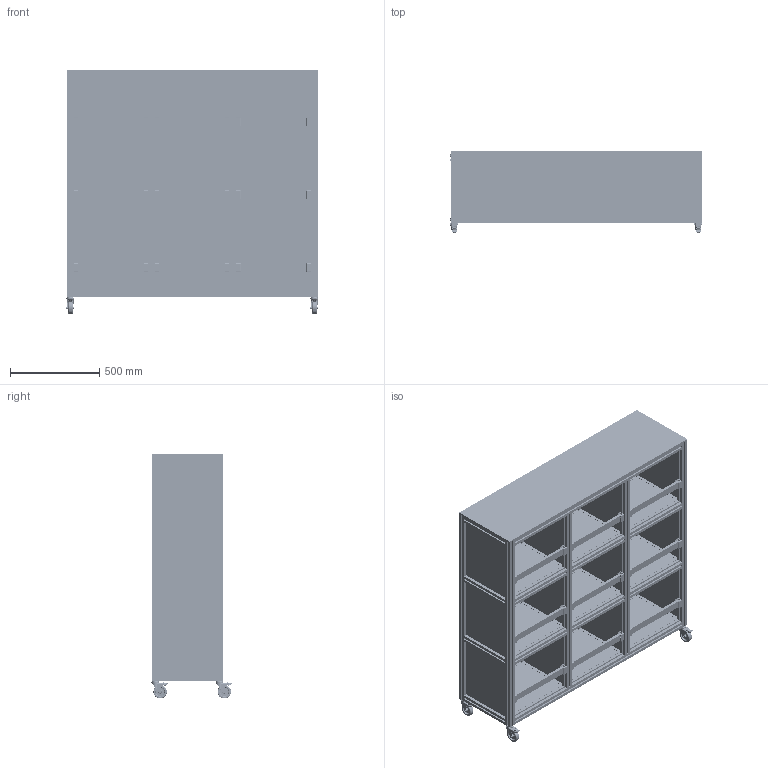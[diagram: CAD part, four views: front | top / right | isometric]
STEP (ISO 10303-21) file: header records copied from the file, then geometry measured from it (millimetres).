
FILE_DESCRIPTION(('STEP AP214'),'1');
FILE_NAME('ERGO08E6529.stp','2025-12-10T13:48:18',(' '),(' '),'Spatial InterOp 3D',' ',' ');
FILE_SCHEMA(('AUTOMOTIVE_DESIGN { 1 0 10303 214 1 1 1 1 }'));
Length unit declared in the file: millimetre
Products named in the file (67): Fixation centrale standard 8 40 bidirectionnelle; Écrou; Languette; Cache; Douille; Vis; Meuble étagère; Fixation universelle 8 40 Zn; Écrou 8 St M8; Vis BHC - M8x30; Noix Universelle 8 D20; Profilé 8 40x40 léger; Fixation hors standard 8-40; Vis BHC - M8x18; Rondelle M 8; PanneauCompletEnRainure; Profil U; Stratifié compact 4mm, blanc; PanneauCompletEnApplique; Stratifié compact 10mm, blanc; Kit de fixation; Vis FHC - M6x20; Écrou 8 St M6; Embout 8 40x16 gris; Profilé 8 40x16; Roulette pivotante D75, à blocage; corps; ecrou; axe; roue pour roulette; Kit roulette pivotante D75 à blocage - vis seule; Vis FHC - M8x25; ERGO08E6529
Assembly tree (253 placements, depth 5):
  (unnamed)
  ERGO08E6529
    Meuble étagère
      Fixation centrale standard 8 40 bidirectionnelle  x12
        Écrou
        Languette
        Cache
        Douille
        Vis
      Fixation universelle 8 40 Zn  x12
        Écrou 8 St M8
        Vis BHC - M8x30
        Noix Universelle 8 D20
      Profilé 8 40x40 léger  x2
      Profilé 8 40x40 léger  x6
      Profilé 8 40x40 léger  x6
      Fixation hors standard 8-40  x50
        Vis BHC - M8x18
        Rondelle M 8
      Profilé 8 40x40 léger  x6
      PanneauCompletEnRainure  x6
        Profil U
        Profil U
        Stratifié compact 4mm, blanc
      Profilé 8 40x40 léger  x2
      Profilé 8 40x40 léger  x2
      PanneauCompletEnRainure  x9
        Profil U
        Profil U
        Stratifié compact 4mm, blanc
      PanneauCompletEnApplique  x9
        Stratifié compact 10mm, blanc
      Kit de fixation  x18
        Vis FHC - M6x20
        Écrou 8 St M6
      Embout 8 40x16 gris  x18
      Profilé 8 40x16  x9
      Profilé 8 40x40 léger  x3
      PanneauCompletEnRainure  x3
        Profil U
        Profil U
        Stratifié compact 4mm, blanc
      Profilé 8 40x40 léger  x3
      PanneauCompletEnRainure  x3
        Profil U
        Profil U
        Stratifié compact 4mm, blanc
      Kit roulette pivotante D75 à blocage - vis seule
        Roulette pivotante D75, à blocage
          corps
          ecrou
          axe
          roue pour roulette
        Vis FHC - M8x25
      Kit roulette pivotante D75 à blocage - vis seule
        Roulette pivotante D75, à blocage
          corps
          ecrou
          axe
          roue pour roulette
Bounding box: 1415.62 x 455.19 x 1374.77 mm (x, y, z)
Volume: 62879436.9 mm3; surface area: 20223434.7 mm2
Topology: 448 solids, 474 shells, 15186 faces, 39628 edges, 25458 vertices
Faces by surface type: plane 8848, cylinder 3434, extrusion 1116, cone 698, torus 392, bspline 324, sphere 278, revolution 96
Full cylindrical faces by diameter (mm): 3 x12, 4 x30, 4.98 x18, 5 x34, 5.5 x12, 6 x52, 6.5 x18, 6.7 x12, 6.78 x68, 6.8 x116, 7 x80, 7.9 x12, 8 x156, 8.1 x4, 8.2 x24, 8.4 x50, 8.5 x12, 10 x16, 11 x4, 11.34 x18, 14 x12, 14.2 x12, 14.3 x12, 15.24 x4, 16 x50, 16.1 x8, 17.45 x4, 19.7 x12, 20 x12, 34 x4
Entity records: 114112 total; most frequent: CARTESIAN_POINT 27812, ORIENTED_EDGE 9477, DIRECTION 8898, EDGE_CURVE 4742, PROPERTY_DEFINITION_REPRESENTATION 3815, GENERAL_PROPERTY_ASSOCIATION 3815, PROPERTY_DEFINITION 3815, REPRESENTATION 3815
